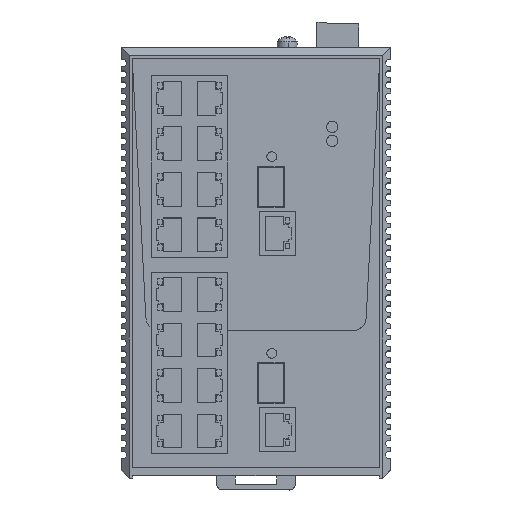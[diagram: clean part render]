
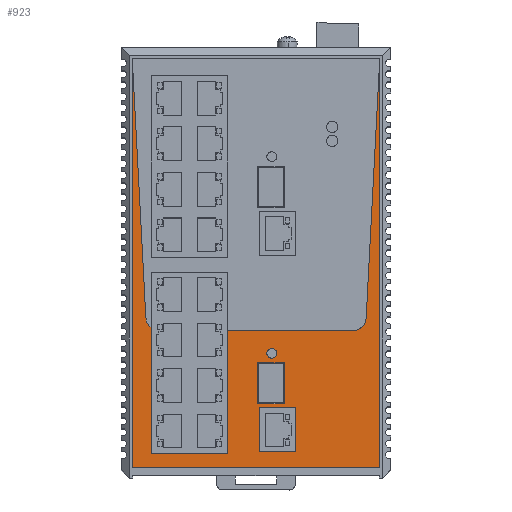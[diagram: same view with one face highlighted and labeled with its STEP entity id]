
A CAD part, top view. The second image highlights one B-rep face of the part: STEP entity #923.
In plain terms, the highlighted planar face has unit normal (0, 0, 1).
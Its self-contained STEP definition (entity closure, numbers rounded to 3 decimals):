
#371=AXIS2_PLACEMENT_3D('Circle Axis2P3D',#369,#370,$) ;
#494=AXIS2_PLACEMENT_3D('Circle Axis2P3D',#492,#493,$) ;
#798=AXIS2_PLACEMENT_3D('Plane Axis2P3D',#795,#796,#797) ;
#839=AXIS2_PLACEMENT_3D('Circle Axis2P3D',#837,#838,$) ;
#848=AXIS2_PLACEMENT_3D('Circle Axis2P3D',#846,#847,$) ;
#337=CARTESIAN_POINT('Line Origine',(60.302,56.667,118.4)) ;
#341=CARTESIAN_POINT('Vertex',(38.05,56.667,118.4)) ;
#343=CARTESIAN_POINT('Vertex',(82.554,56.667,118.4)) ;
#369=CARTESIAN_POINT('Axis2P3D Location',(82.554,61.667,118.4)) ;
#373=CARTESIAN_POINT('Vertex',(87.547,61.405,118.4)) ;
#394=CARTESIAN_POINT('Line Origine',(89.974,107.702,118.4)) ;
#398=CARTESIAN_POINT('Vertex',(92.4,154.,118.4)) ;
#437=CARTESIAN_POINT('Vertex',(4.,154.,118.4)) ;
#460=CARTESIAN_POINT('Line Origine',(6.426,107.702,118.4)) ;
#464=CARTESIAN_POINT('Vertex',(8.853,61.405,118.4)) ;
#489=CARTESIAN_POINT('Vertex',(10.8,57.701,118.4)) ;
#492=CARTESIAN_POINT('Axis2P3D Location',(13.846,61.667,118.4)) ;
#510=CARTESIAN_POINT('Line Origine',(10.8,35.276,118.4)) ;
#514=CARTESIAN_POINT('Vertex',(10.8,12.85,118.4)) ;
#587=CARTESIAN_POINT('Vertex',(38.05,12.85,118.4)) ;
#590=CARTESIAN_POINT('Line Origine',(38.05,34.758,118.4)) ;
#795=CARTESIAN_POINT('Axis2P3D Location',(48.2,81.,118.4)) ;
#800=CARTESIAN_POINT('Line Origine',(24.425,12.85,118.4)) ;
#805=CARTESIAN_POINT('Line Origine',(4.,81.,118.4)) ;
#809=CARTESIAN_POINT('Vertex',(4.,8.,118.4)) ;
#812=CARTESIAN_POINT('Line Origine',(48.2,8.,118.4)) ;
#816=CARTESIAN_POINT('Vertex',(92.4,8.,118.4)) ;
#819=CARTESIAN_POINT('Line Origine',(92.4,81.,118.4)) ;
#837=CARTESIAN_POINT('Axis2P3D Location',(53.85,48.65,118.4)) ;
#841=CARTESIAN_POINT('Vertex',(55.6,48.65,118.4)) ;
#843=CARTESIAN_POINT('Vertex',(52.1,48.65,118.4)) ;
#846=CARTESIAN_POINT('Axis2P3D Location',(53.85,48.65,118.4)) ;
#855=CARTESIAN_POINT('Line Origine',(53.525,30.68,118.4)) ;
#859=CARTESIAN_POINT('Vertex',(48.75,30.68,118.4)) ;
#861=CARTESIAN_POINT('Vertex',(58.3,30.68,118.4)) ;
#864=CARTESIAN_POINT('Line Origine',(48.75,37.93,118.4)) ;
#868=CARTESIAN_POINT('Vertex',(48.75,45.18,118.4)) ;
#871=CARTESIAN_POINT('Line Origine',(53.525,45.18,118.4)) ;
#875=CARTESIAN_POINT('Vertex',(58.3,45.18,118.4)) ;
#878=CARTESIAN_POINT('Line Origine',(58.3,37.93,118.4)) ;
#889=CARTESIAN_POINT('Line Origine',(49.58,21.3,118.4)) ;
#893=CARTESIAN_POINT('Vertex',(49.58,29.16,118.4)) ;
#895=CARTESIAN_POINT('Vertex',(49.58,13.44,118.4)) ;
#898=CARTESIAN_POINT('Line Origine',(56.03,29.16,118.4)) ;
#902=CARTESIAN_POINT('Vertex',(62.48,29.16,118.4)) ;
#905=CARTESIAN_POINT('Line Origine',(62.48,21.3,118.4)) ;
#909=CARTESIAN_POINT('Vertex',(62.48,13.44,118.4)) ;
#912=CARTESIAN_POINT('Line Origine',(56.03,13.44,118.4)) ;
#338=DIRECTION('Vector Direction',(-1.,0.,0.)) ;
#370=DIRECTION('Axis2P3D Direction',(0.,0.,1.)) ;
#395=DIRECTION('Vector Direction',(0.052,0.999,0.)) ;
#461=DIRECTION('Vector Direction',(-0.052,0.999,0.)) ;
#493=DIRECTION('Axis2P3D Direction',(0.,0.,1.)) ;
#511=DIRECTION('Vector Direction',(0.,-1.,0.)) ;
#591=DIRECTION('Vector Direction',(0.,1.,0.)) ;
#796=DIRECTION('Axis2P3D Direction',(0.,0.,1.)) ;
#797=DIRECTION('Axis2P3D XDirection',(1.,0.,0.)) ;
#801=DIRECTION('Vector Direction',(-1.,0.,0.)) ;
#806=DIRECTION('Vector Direction',(0.,-1.,0.)) ;
#813=DIRECTION('Vector Direction',(-1.,0.,0.)) ;
#820=DIRECTION('Vector Direction',(0.,-1.,0.)) ;
#838=DIRECTION('Axis2P3D Direction',(0.,0.,1.)) ;
#847=DIRECTION('Axis2P3D Direction',(0.,0.,1.)) ;
#856=DIRECTION('Vector Direction',(1.,0.,0.)) ;
#865=DIRECTION('Vector Direction',(0.,-1.,0.)) ;
#872=DIRECTION('Vector Direction',(-1.,0.,0.)) ;
#879=DIRECTION('Vector Direction',(0.,1.,0.)) ;
#890=DIRECTION('Vector Direction',(0.,-1.,0.)) ;
#899=DIRECTION('Vector Direction',(-1.,0.,0.)) ;
#906=DIRECTION('Vector Direction',(0.,1.,0.)) ;
#913=DIRECTION('Vector Direction',(1.,0.,0.)) ;
#339=VECTOR('Line Direction',#338,1.) ;
#396=VECTOR('Line Direction',#395,1.) ;
#462=VECTOR('Line Direction',#461,1.) ;
#512=VECTOR('Line Direction',#511,1.) ;
#592=VECTOR('Line Direction',#591,1.) ;
#802=VECTOR('Line Direction',#801,1.) ;
#807=VECTOR('Line Direction',#806,1.) ;
#814=VECTOR('Line Direction',#813,1.) ;
#821=VECTOR('Line Direction',#820,1.) ;
#857=VECTOR('Line Direction',#856,1.) ;
#866=VECTOR('Line Direction',#865,1.) ;
#873=VECTOR('Line Direction',#872,1.) ;
#880=VECTOR('Line Direction',#879,1.) ;
#891=VECTOR('Line Direction',#890,1.) ;
#900=VECTOR('Line Direction',#899,1.) ;
#907=VECTOR('Line Direction',#906,1.) ;
#914=VECTOR('Line Direction',#913,1.) ;
#825=ORIENTED_EDGE('',*,*,#345,.F.) ;
#826=ORIENTED_EDGE('',*,*,#594,.F.) ;
#827=ORIENTED_EDGE('',*,*,#804,.T.) ;
#828=ORIENTED_EDGE('',*,*,#516,.F.) ;
#829=ORIENTED_EDGE('',*,*,#496,.F.) ;
#830=ORIENTED_EDGE('',*,*,#466,.F.) ;
#831=ORIENTED_EDGE('',*,*,#811,.T.) ;
#832=ORIENTED_EDGE('',*,*,#818,.F.) ;
#833=ORIENTED_EDGE('',*,*,#823,.F.) ;
#834=ORIENTED_EDGE('',*,*,#400,.F.) ;
#835=ORIENTED_EDGE('',*,*,#375,.F.) ;
#852=ORIENTED_EDGE('',*,*,#845,.F.) ;
#853=ORIENTED_EDGE('',*,*,#850,.F.) ;
#884=ORIENTED_EDGE('',*,*,#863,.F.) ;
#885=ORIENTED_EDGE('',*,*,#870,.F.) ;
#886=ORIENTED_EDGE('',*,*,#877,.F.) ;
#887=ORIENTED_EDGE('',*,*,#882,.F.) ;
#918=ORIENTED_EDGE('',*,*,#897,.F.) ;
#919=ORIENTED_EDGE('',*,*,#904,.F.) ;
#920=ORIENTED_EDGE('',*,*,#911,.F.) ;
#921=ORIENTED_EDGE('',*,*,#916,.F.) ;
#854=FACE_BOUND('',#851,.T.) ;
#888=FACE_BOUND('',#883,.T.) ;
#922=FACE_BOUND('',#917,.T.) ;
#923=ADVANCED_FACE('SWITCH',(#836,#854,#888,#922),#799,.T.) ;
#372=CIRCLE('generated circle',#371,5.) ;
#495=CIRCLE('generated circle',#494,5.) ;
#840=CIRCLE('generated circle',#839,1.75) ;
#849=CIRCLE('generated circle',#848,1.75) ;
#345=EDGE_CURVE('',#342,#344,#340,.F.) ;
#375=EDGE_CURVE('',#344,#374,#372,.T.) ;
#400=EDGE_CURVE('',#374,#399,#397,.T.) ;
#466=EDGE_CURVE('',#438,#465,#463,.F.) ;
#496=EDGE_CURVE('',#465,#490,#495,.T.) ;
#516=EDGE_CURVE('',#490,#515,#513,.T.) ;
#594=EDGE_CURVE('',#588,#342,#593,.T.) ;
#804=EDGE_CURVE('',#588,#515,#803,.T.) ;
#811=EDGE_CURVE('',#438,#810,#808,.T.) ;
#818=EDGE_CURVE('',#817,#810,#815,.T.) ;
#823=EDGE_CURVE('',#399,#817,#822,.T.) ;
#845=EDGE_CURVE('',#842,#844,#840,.T.) ;
#850=EDGE_CURVE('',#844,#842,#849,.T.) ;
#863=EDGE_CURVE('',#860,#862,#858,.T.) ;
#870=EDGE_CURVE('',#869,#860,#867,.T.) ;
#877=EDGE_CURVE('',#876,#869,#874,.T.) ;
#882=EDGE_CURVE('',#862,#876,#881,.T.) ;
#897=EDGE_CURVE('',#894,#896,#892,.T.) ;
#904=EDGE_CURVE('',#903,#894,#901,.T.) ;
#911=EDGE_CURVE('',#910,#903,#908,.T.) ;
#916=EDGE_CURVE('',#896,#910,#915,.T.) ;
#824=EDGE_LOOP('',(#825,#826,#827,#828,#829,#830,#831,#832,#833,#834,#835)) ;
#851=EDGE_LOOP('',(#852,#853)) ;
#883=EDGE_LOOP('',(#884,#885,#886,#887)) ;
#917=EDGE_LOOP('',(#918,#919,#920,#921)) ;
#836=FACE_OUTER_BOUND('',#824,.T.) ;
#340=LINE('Line',#337,#339) ;
#397=LINE('Line',#394,#396) ;
#463=LINE('Line',#460,#462) ;
#513=LINE('Line',#510,#512) ;
#593=LINE('Line',#590,#592) ;
#803=LINE('Line',#800,#802) ;
#808=LINE('Line',#805,#807) ;
#815=LINE('Line',#812,#814) ;
#822=LINE('Line',#819,#821) ;
#858=LINE('Line',#855,#857) ;
#867=LINE('Line',#864,#866) ;
#874=LINE('Line',#871,#873) ;
#881=LINE('Line',#878,#880) ;
#892=LINE('Line',#889,#891) ;
#901=LINE('Line',#898,#900) ;
#908=LINE('Line',#905,#907) ;
#915=LINE('Line',#912,#914) ;
#799=PLANE('',#798) ;
#342=VERTEX_POINT('',#341) ;
#344=VERTEX_POINT('',#343) ;
#374=VERTEX_POINT('',#373) ;
#399=VERTEX_POINT('',#398) ;
#438=VERTEX_POINT('',#437) ;
#465=VERTEX_POINT('',#464) ;
#490=VERTEX_POINT('',#489) ;
#515=VERTEX_POINT('',#514) ;
#588=VERTEX_POINT('',#587) ;
#810=VERTEX_POINT('',#809) ;
#817=VERTEX_POINT('',#816) ;
#842=VERTEX_POINT('',#841) ;
#844=VERTEX_POINT('',#843) ;
#860=VERTEX_POINT('',#859) ;
#862=VERTEX_POINT('',#861) ;
#869=VERTEX_POINT('',#868) ;
#876=VERTEX_POINT('',#875) ;
#894=VERTEX_POINT('',#893) ;
#896=VERTEX_POINT('',#895) ;
#903=VERTEX_POINT('',#902) ;
#910=VERTEX_POINT('',#909) ;
